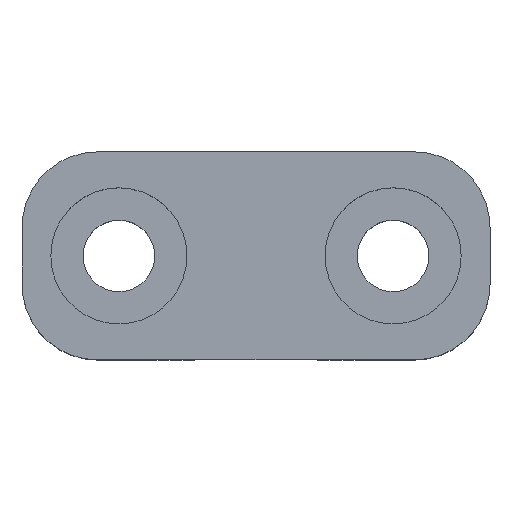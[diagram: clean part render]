
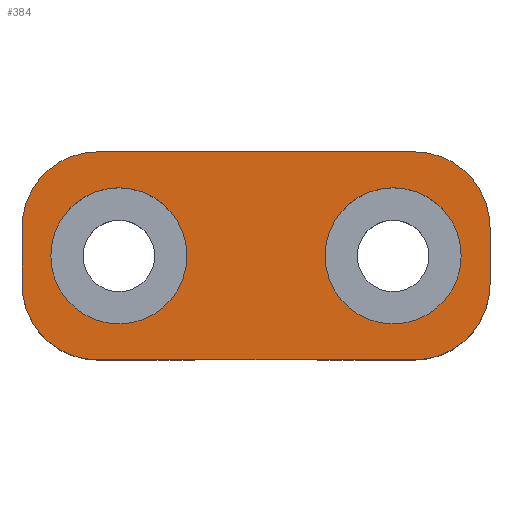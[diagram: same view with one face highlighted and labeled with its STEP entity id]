
A CAD part, top view. The second image highlights one B-rep face of the part: STEP entity #384.
In plain terms, the highlighted planar face has unit normal (0, 0, 1).
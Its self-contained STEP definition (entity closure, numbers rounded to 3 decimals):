
#23=FACE_BOUND('',#108,.T.);
#24=FACE_BOUND('',#109,.T.);
#33=PLANE('',#428);
#44=CIRCLE('',#406,4.);
#45=CIRCLE('',#409,4.);
#46=CIRCLE('',#412,4.);
#47=CIRCLE('',#414,4.);
#51=CIRCLE('',#421,3.6);
#53=CIRCLE('',#425,3.6);
#77=FACE_OUTER_BOUND('',#107,.T.);
#107=EDGE_LOOP('',(#342,#343,#344,#345,#346,#347,#348,#349));
#108=EDGE_LOOP('',(#350));
#109=EDGE_LOOP('',(#351));
#125=LINE('',#639,#151);
#129=LINE('',#648,#155);
#132=LINE('',#656,#158);
#135=LINE('',#684,#161);
#151=VECTOR('',#482,16.75);
#155=VECTOR('',#492,3.);
#158=VECTOR('',#501,16.75);
#161=VECTOR('',#538,3.);
#188=VERTEX_POINT('',#636);
#189=VERTEX_POINT('',#638);
#190=VERTEX_POINT('',#642);
#191=VERTEX_POINT('',#646);
#192=VERTEX_POINT('',#650);
#193=VERTEX_POINT('',#654);
#194=VERTEX_POINT('',#658);
#195=VERTEX_POINT('',#662);
#199=VERTEX_POINT('',#674);
#201=VERTEX_POINT('',#680);
#231=EDGE_CURVE('',#189,#188,#125,.T.);
#233=EDGE_CURVE('',#190,#188,#44,.T.);
#236=EDGE_CURVE('',#190,#191,#129,.T.);
#237=EDGE_CURVE('',#192,#191,#45,.T.);
#240=EDGE_CURVE('',#192,#193,#132,.T.);
#241=EDGE_CURVE('',#189,#194,#46,.T.);
#243=EDGE_CURVE('',#195,#193,#47,.T.);
#248=EDGE_CURVE('',#199,#199,#51,.T.);
#250=EDGE_CURVE('',#201,#201,#53,.T.);
#251=EDGE_CURVE('',#195,#194,#135,.T.);
#342=ORIENTED_EDGE('',*,*,#233,.F.);
#343=ORIENTED_EDGE('',*,*,#236,.T.);
#344=ORIENTED_EDGE('',*,*,#237,.F.);
#345=ORIENTED_EDGE('',*,*,#240,.T.);
#346=ORIENTED_EDGE('',*,*,#243,.F.);
#347=ORIENTED_EDGE('',*,*,#251,.T.);
#348=ORIENTED_EDGE('',*,*,#241,.F.);
#349=ORIENTED_EDGE('',*,*,#231,.T.);
#350=ORIENTED_EDGE('',*,*,#248,.T.);
#351=ORIENTED_EDGE('',*,*,#250,.T.);
#384=ADVANCED_FACE('',(#77,#23,#24),#33,.T.);
#406=AXIS2_PLACEMENT_3D('',#643,#486,#487);
#409=AXIS2_PLACEMENT_3D('',#651,#495,#496);
#412=AXIS2_PLACEMENT_3D('',#659,#504,#505);
#414=AXIS2_PLACEMENT_3D('',#663,#509,#510);
#421=AXIS2_PLACEMENT_3D('',#675,#524,#525);
#425=AXIS2_PLACEMENT_3D('',#681,#532,#533);
#428=AXIS2_PLACEMENT_3D('',#685,#539,#540);
#482=DIRECTION('',(-1.,0.,0.));
#486=DIRECTION('center_axis',(0.,0.,-1.));
#487=DIRECTION('ref_axis',(-0.707,0.707,0.));
#492=DIRECTION('',(0.,-1.,0.));
#495=DIRECTION('center_axis',(0.,0.,-1.));
#496=DIRECTION('ref_axis',(-0.707,-0.707,0.));
#501=DIRECTION('',(1.,0.,0.));
#504=DIRECTION('center_axis',(0.,0.,-1.));
#505=DIRECTION('ref_axis',(0.707,0.707,0.));
#509=DIRECTION('center_axis',(0.,0.,-1.));
#510=DIRECTION('ref_axis',(0.707,-0.707,0.));
#524=DIRECTION('center_axis',(0.,0.,-1.));
#525=DIRECTION('ref_axis',(-1.,0.,0.));
#532=DIRECTION('center_axis',(0.,0.,-1.));
#533=DIRECTION('ref_axis',(-1.,0.,0.));
#538=DIRECTION('',(0.,1.,0.));
#539=DIRECTION('center_axis',(0.,0.,1.));
#540=DIRECTION('ref_axis',(1.,0.,0.));
#636=CARTESIAN_POINT('',(-8.375,5.5,8.25));
#638=CARTESIAN_POINT('',(8.375,5.5,8.25));
#639=CARTESIAN_POINT('',(-12.375,5.5,8.25));
#642=CARTESIAN_POINT('',(-12.375,1.5,8.25));
#643=CARTESIAN_POINT('Origin',(-8.375,1.5,8.25));
#646=CARTESIAN_POINT('',(-12.375,-1.5,8.25));
#648=CARTESIAN_POINT('',(-12.375,-5.5,8.25));
#650=CARTESIAN_POINT('',(-8.375,-5.5,8.25));
#651=CARTESIAN_POINT('Origin',(-8.375,-1.5,8.25));
#654=CARTESIAN_POINT('',(8.375,-5.5,8.25));
#656=CARTESIAN_POINT('',(12.375,-5.5,8.25));
#658=CARTESIAN_POINT('',(12.375,1.5,8.25));
#659=CARTESIAN_POINT('Origin',(8.375,1.5,8.25));
#662=CARTESIAN_POINT('',(12.375,-1.5,8.25));
#663=CARTESIAN_POINT('Origin',(8.375,-1.5,8.25));
#674=CARTESIAN_POINT('',(-3.65,0.,8.25));
#675=CARTESIAN_POINT('Origin',(-7.25,0.,8.25));
#680=CARTESIAN_POINT('',(10.85,0.,8.25));
#681=CARTESIAN_POINT('Origin',(7.25,0.,8.25));
#684=CARTESIAN_POINT('',(12.375,5.5,8.25));
#685=CARTESIAN_POINT('Origin',(0.,0.,8.25));
